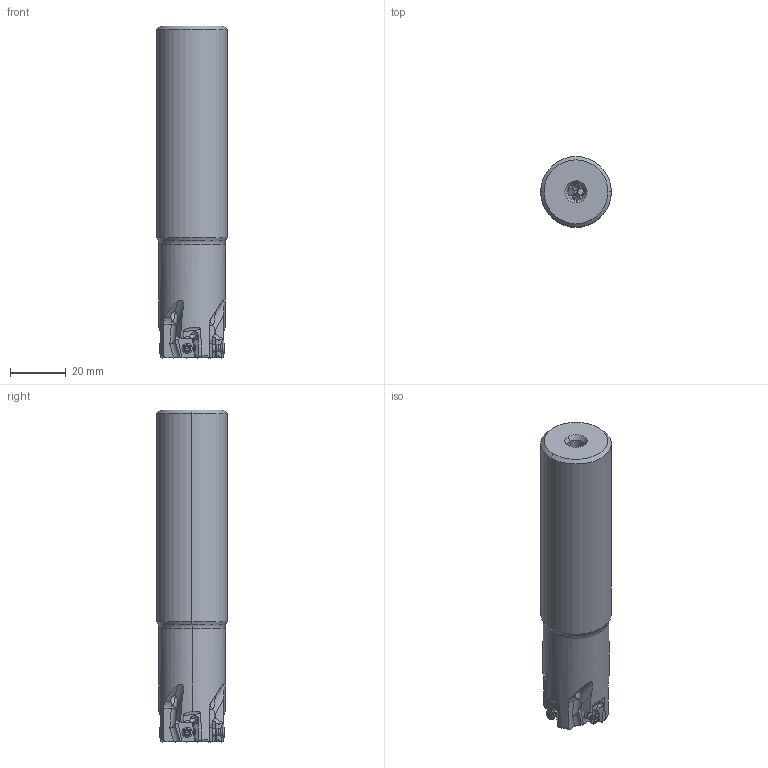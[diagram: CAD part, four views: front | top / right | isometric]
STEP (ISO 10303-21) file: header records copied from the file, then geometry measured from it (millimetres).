
FILE_DESCRIPTION(/* description */ (''),/* implementation_level */ '2;1');
FILE_NAME(/* name */ 'VPX200UR1604SA16S.stp',/* time_stamp */ '2021-09-08T11:38:41+09:00',/* author */ (''),/* organization */ (''),/* preprocessor_version */ 'ST-DEVELOPER v16',/* originating_system */ 'SIEMENS PLM Software NX 10.0',/* authorisation */ '');
FILE_SCHEMA (('AUTOMOTIVE_DESIGN { 1 0 10303 214 3 1 1 1 }'));
Length unit declared in the file: millimetre
Products named in the file (1): VPX200UR1604SA16S_ASM_ASM
Bounding box: 25.4 x 25.4 x 119.45 mm (x, y, z)
Volume: 53189.6 mm3; surface area: 13358.3 mm2
Topology: 5 solids, 5 shells, 415 faces, 1140 edges, 729 vertices
Faces by surface type: cylinder 180, plane 107, cone 62, torus 30, extrusion 16, bspline 12, sphere 8
Entity records: 18549 total; most frequent: CARTESIAN_POINT 8208, ORIENTED_EDGE 2224, DIRECTION 2038, EDGE_CURVE 1112, AXIS2_PLACEMENT_3D 808, VERTEX_POINT 722, EDGE_LOOP 438, VECTOR 422
